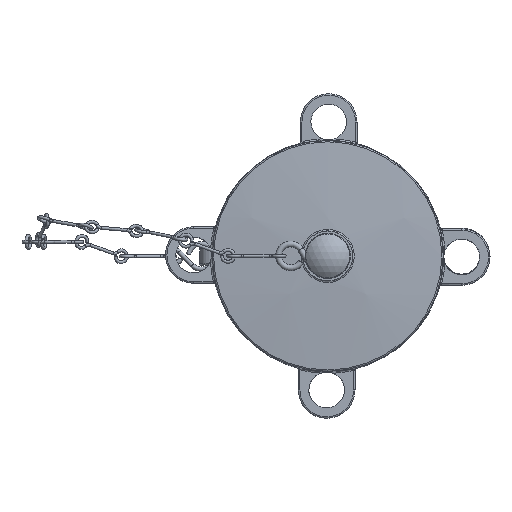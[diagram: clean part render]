
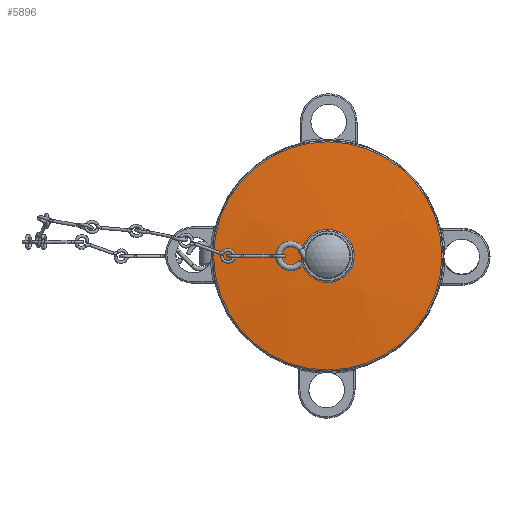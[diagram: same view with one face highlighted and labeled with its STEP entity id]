
A CAD part, top view. The second image highlights one B-rep face of the part: STEP entity #5896.
In plain terms, the highlighted spherical face has radius 3763.62 mm.
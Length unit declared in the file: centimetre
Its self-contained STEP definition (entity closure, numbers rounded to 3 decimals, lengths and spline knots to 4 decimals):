
#125=SPHERICAL_SURFACE('',#6617,376.3619);
#140=FACE_BOUND('',#1665,.T.);
#1243=FACE_OUTER_BOUND('',#1664,.T.);
#1664=EDGE_LOOP('',(#5062));
#1665=EDGE_LOOP('',(#5063));
#2130=CIRCLE('',#6616,8.9014);
#2131=CIRCLE('',#6618,38.3269);
#2705=VERTEX_POINT('',#13246);
#2706=VERTEX_POINT('',#13250);
#3524=EDGE_CURVE('',#2705,#2705,#2130,.T.);
#3525=EDGE_CURVE('',#2706,#2706,#2131,.T.);
#5062=ORIENTED_EDGE('',*,*,#3525,.F.);
#5063=ORIENTED_EDGE('',*,*,#3524,.T.);
#5896=ADVANCED_FACE('',(#1243,#140),#125,.T.);
#6616=AXIS2_PLACEMENT_3D('',#13248,#8257,#8258);
#6617=AXIS2_PLACEMENT_3D('',#13249,#8259,#8260);
#6618=AXIS2_PLACEMENT_3D('',#13251,#8261,#8262);
#8257=DIRECTION('center_axis',(0.,0.,
-1.));
#8258=DIRECTION('ref_axis',(1.,0.,0.));
#8259=DIRECTION('center_axis',(0.,-1.,0.));
#8260=DIRECTION('ref_axis',(1.,0.,0.));
#8261=DIRECTION('center_axis',(0.,0.,
-1.));
#8262=DIRECTION('ref_axis',(1.,0.,0.));
#13246=CARTESIAN_POINT('',(113.169,215.9137,27.0433));
#13248=CARTESIAN_POINT('Origin',(113.169,224.8152,27.0433));
#13249=CARTESIAN_POINT('Origin',(113.169,224.8152,-349.2133));
#13250=CARTESIAN_POINT('',(113.169,186.4883,25.192));
#13251=CARTESIAN_POINT('Origin',(113.169,224.8152,25.192));
